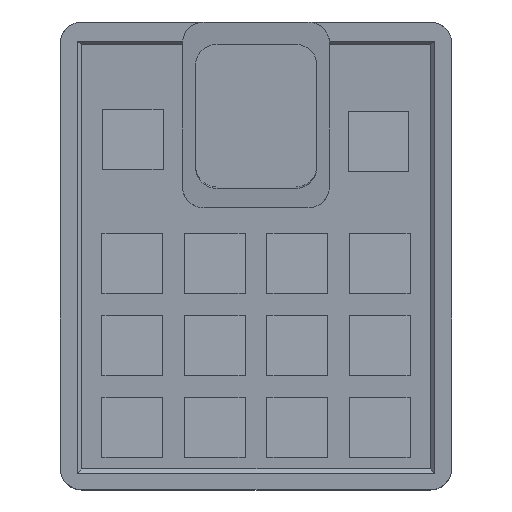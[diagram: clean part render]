
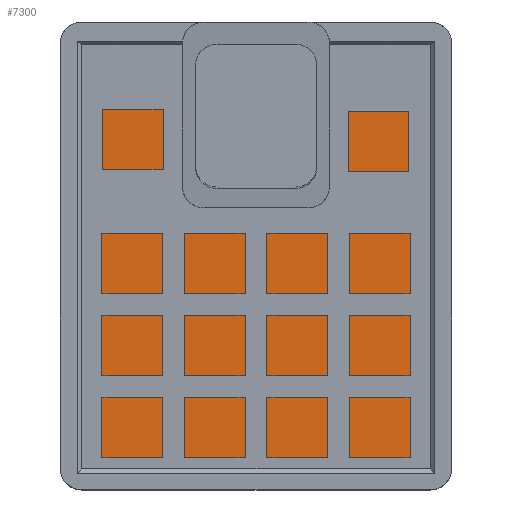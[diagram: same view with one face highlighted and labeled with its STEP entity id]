
A CAD part, top view. The second image highlights one B-rep face of the part: STEP entity #7300.
In plain terms, the highlighted planar face has unit normal (0, 0, 1).
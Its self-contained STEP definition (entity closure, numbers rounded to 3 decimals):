
#677=PLANE('',#7667);
#1065=FACE_OUTER_BOUND('',#1524,.T.);
#1524=EDGE_LOOP('',(#6724,#6725,#6726,#6727,#6728,#6729,#6730,#6731,#6732,
#6733,#6734,#6735));
#2209=LINE('',#17359,#2955);
#2213=LINE('',#17368,#2959);
#2214=LINE('',#17371,#2960);
#2220=LINE('',#17383,#2966);
#2222=LINE('',#17386,#2968);
#2225=LINE('',#17392,#2971);
#2226=LINE('',#17395,#2972);
#2229=LINE('',#17400,#2975);
#2231=LINE('',#17404,#2977);
#2232=LINE('',#17406,#2978);
#2233=LINE('',#17408,#2979);
#2234=LINE('',#17409,#2980);
#2955=VECTOR('',#8977,10.);
#2959=VECTOR('',#8983,10.);
#2960=VECTOR('',#8986,10.);
#2966=VECTOR('',#8994,10.);
#2968=VECTOR('',#8998,10.);
#2971=VECTOR('',#9003,10.);
#2972=VECTOR('',#9006,10.);
#2975=VECTOR('',#9011,10.);
#2977=VECTOR('',#9015,10.);
#2978=VECTOR('',#9016,10.);
#2979=VECTOR('',#9017,10.);
#2980=VECTOR('',#9018,10.);
#3716=VERTEX_POINT('',#17352);
#3719=VERTEX_POINT('',#17357);
#3720=VERTEX_POINT('',#17361);
#3723=VERTEX_POINT('',#17366);
#3724=VERTEX_POINT('',#17370);
#3727=VERTEX_POINT('',#17377);
#3729=VERTEX_POINT('',#17381);
#3731=VERTEX_POINT('',#17390);
#3732=VERTEX_POINT('',#17394);
#3734=VERTEX_POINT('',#17403);
#3735=VERTEX_POINT('',#17405);
#3736=VERTEX_POINT('',#17407);
#4723=EDGE_CURVE('',#3719,#3716,#2209,.T.);
#4727=EDGE_CURVE('',#3723,#3720,#2213,.T.);
#4728=EDGE_CURVE('',#3720,#3724,#2214,.T.);
#4734=EDGE_CURVE('',#3727,#3729,#2220,.T.);
#4736=EDGE_CURVE('',#3729,#3724,#2222,.T.);
#4739=EDGE_CURVE('',#3723,#3731,#2225,.T.);
#4740=EDGE_CURVE('',#3716,#3732,#2226,.T.);
#4743=EDGE_CURVE('',#3731,#3732,#2229,.T.);
#4745=EDGE_CURVE('',#3719,#3734,#2231,.T.);
#4746=EDGE_CURVE('',#3734,#3735,#2232,.T.);
#4747=EDGE_CURVE('',#3736,#3735,#2233,.T.);
#4748=EDGE_CURVE('',#3727,#3736,#2234,.T.);
#6724=ORIENTED_EDGE('',*,*,#4727,.F.);
#6725=ORIENTED_EDGE('',*,*,#4739,.T.);
#6726=ORIENTED_EDGE('',*,*,#4743,.T.);
#6727=ORIENTED_EDGE('',*,*,#4740,.F.);
#6728=ORIENTED_EDGE('',*,*,#4723,.F.);
#6729=ORIENTED_EDGE('',*,*,#4745,.T.);
#6730=ORIENTED_EDGE('',*,*,#4746,.T.);
#6731=ORIENTED_EDGE('',*,*,#4747,.F.);
#6732=ORIENTED_EDGE('',*,*,#4748,.F.);
#6733=ORIENTED_EDGE('',*,*,#4734,.T.);
#6734=ORIENTED_EDGE('',*,*,#4736,.T.);
#6735=ORIENTED_EDGE('',*,*,#4728,.F.);
#7300=ADVANCED_FACE('',(#1065),#677,.T.);
#7667=AXIS2_PLACEMENT_3D('',#17402,#9013,#9014);
#8977=DIRECTION('',(1.,0.,0.));
#8983=DIRECTION('',(1.,0.,0.));
#8986=DIRECTION('',(0.,1.,0.));
#8994=DIRECTION('',(0.,1.,0.));
#8998=DIRECTION('',(-1.,0.,0.));
#9003=DIRECTION('',(0.,1.,0.));
#9006=DIRECTION('',(0.,1.,0.));
#9011=DIRECTION('',(-1.,0.,0.));
#9013=DIRECTION('center_axis',(0.,0.,1.));
#9014=DIRECTION('ref_axis',(0.,-1.,0.));
#9015=DIRECTION('',(0.,-1.,0.));
#9016=DIRECTION('',(1.,0.,0.));
#9017=DIRECTION('',(0.,-1.,0.));
#9018=DIRECTION('',(1.,0.,0.));
#17352=CARTESIAN_POINT('',(-34.008,56.567,10.));
#17357=CARTESIAN_POINT('',(-40.242,56.567,10.));
#17359=CARTESIAN_POINT('',(-44.992,56.567,10.));
#17361=CARTESIAN_POINT('',(14.999,56.567,10.));
#17366=CARTESIAN_POINT('',(-15.008,56.567,10.));
#17368=CARTESIAN_POINT('',(-44.992,56.567,10.));
#17370=CARTESIAN_POINT('',(14.999,60.117,10.));
#17371=CARTESIAN_POINT('',(14.999,47.617,10.));
#17377=CARTESIAN_POINT('',(33.999,56.567,10.));
#17381=CARTESIAN_POINT('',(33.999,60.117,10.));
#17383=CARTESIAN_POINT('',(33.999,47.617,10.));
#17386=CARTESIAN_POINT('',(33.999,60.117,10.));
#17390=CARTESIAN_POINT('',(-15.008,60.117,10.));
#17392=CARTESIAN_POINT('',(-15.008,47.617,10.));
#17394=CARTESIAN_POINT('',(-34.008,60.117,10.));
#17395=CARTESIAN_POINT('',(-34.008,47.617,10.));
#17400=CARTESIAN_POINT('',(-39.008,60.117,10.));
#17402=CARTESIAN_POINT('Origin',(-44.992,56.567,10.));
#17403=CARTESIAN_POINT('',(-40.242,-41.44,10.));
#17404=CARTESIAN_POINT('',(-40.242,32.065,10.));
#17405=CARTESIAN_POINT('',(40.233,-41.44,10.));
#17406=CARTESIAN_POINT('',(-44.992,-41.44,10.));
#17407=CARTESIAN_POINT('',(40.233,56.567,10.));
#17408=CARTESIAN_POINT('',(40.233,32.065,10.));
#17409=CARTESIAN_POINT('',(-44.992,56.567,10.));
